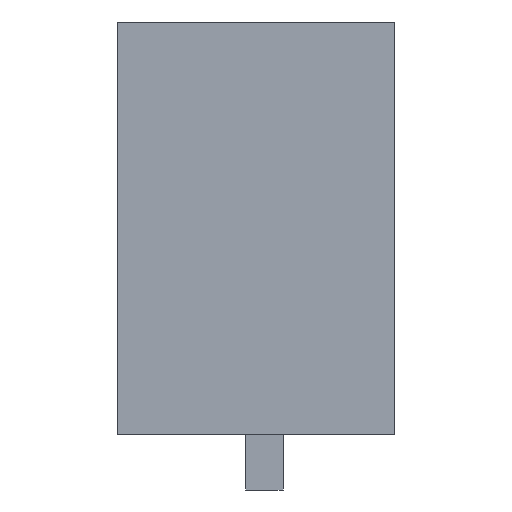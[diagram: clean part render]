
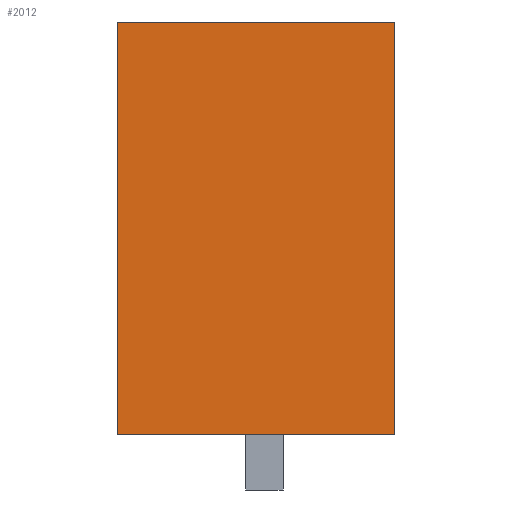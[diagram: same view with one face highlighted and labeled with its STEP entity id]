
A CAD part, left-side view. The second image highlights one B-rep face of the part: STEP entity #2012.
In plain terms, the highlighted planar face has unit normal (-1, 0, 0).
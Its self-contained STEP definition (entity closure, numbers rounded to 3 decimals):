
#1992=AXIS2_PLACEMENT_3D('Plane Axis2P3D',#1989,#1990,#1991) ;
#276=CARTESIAN_POINT('Vertex',(0.,7.45,1.5)) ;
#279=CARTESIAN_POINT('Line Origine',(0.,7.45,7.025)) ;
#283=CARTESIAN_POINT('Vertex',(0.,7.45,12.55)) ;
#1973=CARTESIAN_POINT('Vertex',(0.,0.,1.5)) ;
#1976=CARTESIAN_POINT('Line Origine',(0.,3.725,1.5)) ;
#1989=CARTESIAN_POINT('Axis2P3D Location',(0.,7.45,0.1)) ;
#1994=CARTESIAN_POINT('Line Origine',(0.,0.,7.025)) ;
#1998=CARTESIAN_POINT('Vertex',(0.,0.,12.55)) ;
#2001=CARTESIAN_POINT('Line Origine',(0.,3.725,12.55)) ;
#280=DIRECTION('Vector Direction',(0.,0.,1.)) ;
#1977=DIRECTION('Vector Direction',(0.,1.,0.)) ;
#1990=DIRECTION('Axis2P3D Direction',(1.,0.,0.)) ;
#1991=DIRECTION('Axis2P3D XDirection',(0.,0.,-1.)) ;
#1995=DIRECTION('Vector Direction',(0.,0.,-1.)) ;
#2002=DIRECTION('Vector Direction',(0.,-1.,0.)) ;
#281=VECTOR('Line Direction',#280,1.) ;
#1978=VECTOR('Line Direction',#1977,1.) ;
#1996=VECTOR('Line Direction',#1995,1.) ;
#2003=VECTOR('Line Direction',#2002,1.) ;
#2007=ORIENTED_EDGE('',*,*,#1980,.F.) ;
#2008=ORIENTED_EDGE('',*,*,#2000,.F.) ;
#2009=ORIENTED_EDGE('',*,*,#2005,.F.) ;
#2010=ORIENTED_EDGE('',*,*,#285,.F.) ;
#2012=ADVANCED_FACE('HOUSING',(#2011),#1993,.F.) ;
#285=EDGE_CURVE('',#277,#284,#282,.T.) ;
#1980=EDGE_CURVE('',#1974,#277,#1979,.T.) ;
#2000=EDGE_CURVE('',#1999,#1974,#1997,.T.) ;
#2005=EDGE_CURVE('',#284,#1999,#2004,.T.) ;
#2006=EDGE_LOOP('',(#2007,#2008,#2009,#2010)) ;
#2011=FACE_OUTER_BOUND('',#2006,.T.) ;
#282=LINE('Line',#279,#281) ;
#1979=LINE('Line',#1976,#1978) ;
#1997=LINE('Line',#1994,#1996) ;
#2004=LINE('Line',#2001,#2003) ;
#1993=PLANE('',#1992) ;
#277=VERTEX_POINT('',#276) ;
#284=VERTEX_POINT('',#283) ;
#1974=VERTEX_POINT('',#1973) ;
#1999=VERTEX_POINT('',#1998) ;
